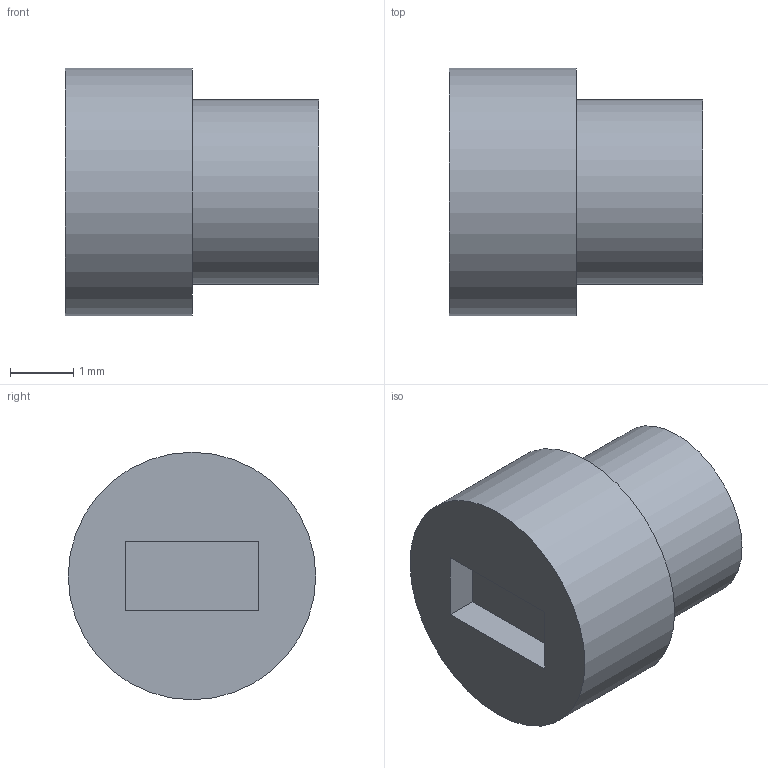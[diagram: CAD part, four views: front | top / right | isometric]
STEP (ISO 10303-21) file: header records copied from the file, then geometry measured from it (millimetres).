
FILE_DESCRIPTION(/* description */ (''),/* implementation_level */ '2;1');
FILE_NAME(/* name */ 'Case_Button.step',/* time_stamp */ '2022-05-26T02:15:37+01:00',/* author */ (''),/* organization */ (''),/* preprocessor_version */ 'ST-DEVELOPER v19',/* originating_system */ 'Autodesk Translation Framework v11.7.0.108',/* authorisation */ '');
FILE_SCHEMA (('AUTOMOTIVE_DESIGN { 1 0 10303 214 3 1 1 }'));
Length unit declared in the file: millimetre
Products named in the file (4): Cantaloupe_Case; LHS; Button(Mirror); RHS
Assembly tree (3 placements, depth 3):
  Cantaloupe_Case
    LHS
      Button(Mirror)
    RHS
Bounding box: 4 x 3.9 x 3.9 mm (x, y, z)
Volume: 35.9 mm3; surface area: 69.8 mm2
Topology: 1 solids, 1 shells, 10 faces, 18 edges, 12 vertices
Faces by surface type: plane 8, cylinder 2
Full cylindrical faces by diameter (mm): 2.9 x1, 3.9 x1
Entity records: 339 total; most frequent: DIRECTION 56, CARTESIAN_POINT 47, ORIENTED_EDGE 36, AXIS2_PLACEMENT_3D 21, EDGE_CURVE 18, LINE 14, VECTOR 14, EDGE_LOOP 12
